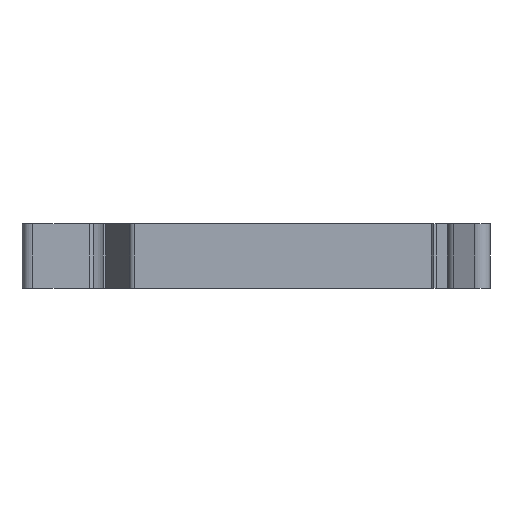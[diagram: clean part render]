
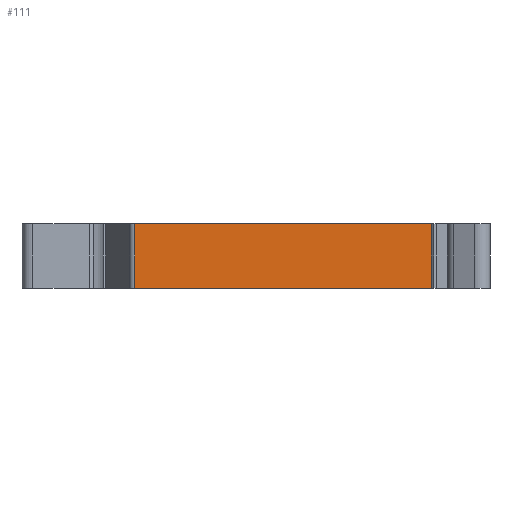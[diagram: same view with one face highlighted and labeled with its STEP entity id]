
A CAD part, front view. The second image highlights one B-rep face of the part: STEP entity #111.
In plain terms, the highlighted planar face has unit normal (0, -1, 0).
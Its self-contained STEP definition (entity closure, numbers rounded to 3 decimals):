
#111 = ADVANCED_FACE( '     F74', ( #384 ), #385, .T. );
#384 = FACE_OUTER_BOUND( '', #733, .T. );
#385 = PLANE( '', #734 );
#733 = EDGE_LOOP( '', ( #1159, #1160, #1161, #1162 ) );
#734 = AXIS2_PLACEMENT_3D( '', #1163, #1164, #1165 );
#1159 = ORIENTED_EDGE( '', *, *, #1997, .T. );
#1160 = ORIENTED_EDGE( '', *, *, #1998, .F. );
#1161 = ORIENTED_EDGE( '', *, *, #1999, .T. );
#1162 = ORIENTED_EDGE( '', *, *, #2000, .T. );
#1163 = CARTESIAN_POINT( '', ( 164.136, 33.793, 0. ) );
#1164 = DIRECTION( '', ( 0., -1., 0. ) );
#1165 = DIRECTION( '', ( 1., 0., 0. ) );
#1997 = EDGE_CURVE( '', #2331, #2332, #2333, .F. );
#1998 = EDGE_CURVE( '', #2334, #2332, #2335, .F. );
#1999 = EDGE_CURVE( '', #2334, #2336, #2337, .T. );
#2000 = EDGE_CURVE( '', #2336, #2331, #2338, .F. );
#2331 = VERTEX_POINT( '', #2831 );
#2332 = VERTEX_POINT( '', #2832 );
#2333 = LINE( '', #2833, #2834 );
#2334 = VERTEX_POINT( '', #2835 );
#2335 = LINE( '', #2836, #2837 );
#2336 = VERTEX_POINT( '', #2838 );
#2337 = LINE( '', #2839, #2840 );
#2338 = LINE( '', #2841, #2842 );
#2831 = CARTESIAN_POINT( '', ( 164.136, 33.793, 6. ) );
#2832 = CARTESIAN_POINT( '', ( 164.136, 33.793, 0. ) );
#2833 = CARTESIAN_POINT( '', ( 164.136, 33.793, 0. ) );
#2834 = VECTOR( '', #3499, 1000. );
#2835 = CARTESIAN_POINT( '', ( 191.636, 33.793, 0. ) );
#2836 = CARTESIAN_POINT( '', ( 152.608, 33.793, 0. ) );
#2837 = VECTOR( '', #3500, 1000. );
#2838 = CARTESIAN_POINT( '', ( 191.636, 33.793, 6. ) );
#2839 = CARTESIAN_POINT( '', ( 191.636, 33.793, 0. ) );
#2840 = VECTOR( '', #3501, 1000. );
#2841 = CARTESIAN_POINT( '', ( 164.136, 33.793, 6. ) );
#2842 = VECTOR( '', #3502, 1000. );
#3499 = DIRECTION( '', ( 0., 0., 1. ) );
#3500 = DIRECTION( '', ( 1., 0., 0. ) );
#3501 = DIRECTION( '', ( 0., 0., 1. ) );
#3502 = DIRECTION( '', ( 1., 0., 0. ) );
